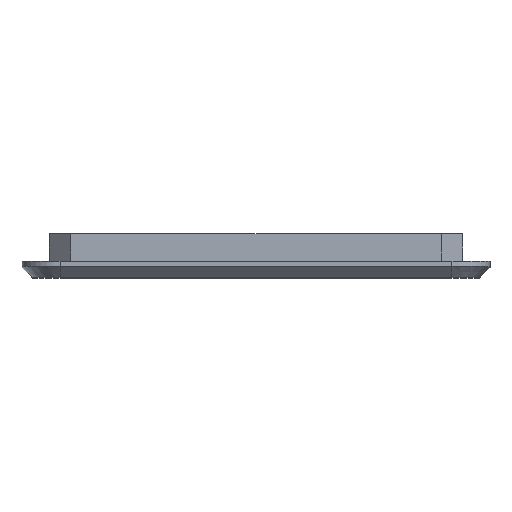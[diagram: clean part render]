
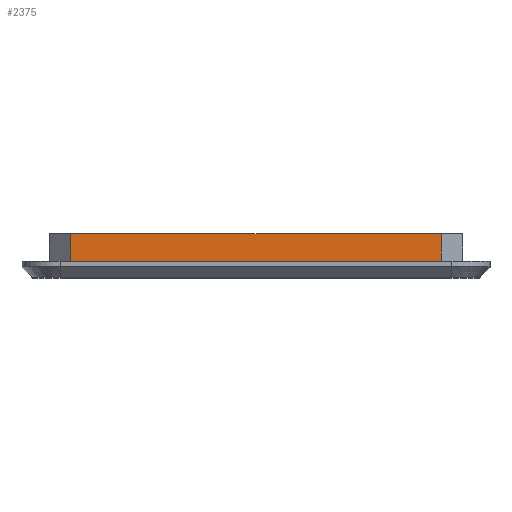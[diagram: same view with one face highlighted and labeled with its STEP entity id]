
A CAD part, top view. The second image highlights one B-rep face of the part: STEP entity #2375.
In plain terms, the highlighted planar face has unit normal (0, 0, 1).
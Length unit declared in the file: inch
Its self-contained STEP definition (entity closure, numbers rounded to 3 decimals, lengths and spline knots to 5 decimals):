
#133=FACE_OUTER_BOUND('',#268,.T.);
#268=EDGE_LOOP('',(#1751,#1752,#1753,#1754));
#429=LINE('',#3317,#640);
#444=LINE('',#3352,#655);
#457=LINE('',#3376,#668);
#464=LINE('',#3389,#675);
#640=VECTOR('',#2668,0.3937);
#655=VECTOR('',#2697,0.3937);
#668=VECTOR('',#2712,0.3937);
#675=VECTOR('',#2731,0.3937);
#1027=VERTEX_POINT('',#3315);
#1028=VERTEX_POINT('',#3316);
#1040=VERTEX_POINT('',#3350);
#1041=VERTEX_POINT('',#3351);
#1285=EDGE_CURVE('',#1027,#1028,#429,.T.);
#1302=EDGE_CURVE('',#1040,#1041,#444,.T.);
#1315=EDGE_CURVE('',#1027,#1041,#457,.T.);
#1322=EDGE_CURVE('',#1028,#1040,#464,.T.);
#1751=ORIENTED_EDGE('',*,*,#1285,.F.);
#1752=ORIENTED_EDGE('',*,*,#1315,.T.);
#1753=ORIENTED_EDGE('',*,*,#1302,.F.);
#1754=ORIENTED_EDGE('',*,*,#1322,.F.);
#2316=PLANE('',#2527);
#2375=ADVANCED_FACE('',(#133),#2316,.T.);
#2527=AXIS2_PLACEMENT_3D('',#3388,#2729,#2730);
#2668=DIRECTION('',(-1.,0.,0.));
#2697=DIRECTION('',(1.,0.,0.));
#2712=DIRECTION('',(0.,1.,0.));
#2729=DIRECTION('center_axis',(0.,0.,1.));
#2730=DIRECTION('ref_axis',(1.,0.,0.));
#2731=DIRECTION('',(0.,1.,0.));
#3315=CARTESIAN_POINT('',(0.77,0.03,0.81));
#3316=CARTESIAN_POINT('',(0.09,0.03,0.81));
#3317=CARTESIAN_POINT('',(0.09,0.03,0.81));
#3350=CARTESIAN_POINT('',(0.09,0.08,0.81));
#3351=CARTESIAN_POINT('',(0.77,0.08,0.81));
#3352=CARTESIAN_POINT('',(0.09,0.08,0.81));
#3376=CARTESIAN_POINT('',(0.77,0.,0.81));
#3388=CARTESIAN_POINT('Origin',(0.09,0.,0.81));
#3389=CARTESIAN_POINT('',(0.09,0.,0.81));
